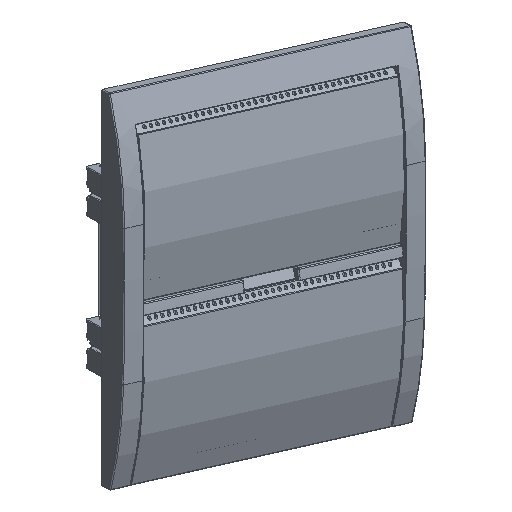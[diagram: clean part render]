
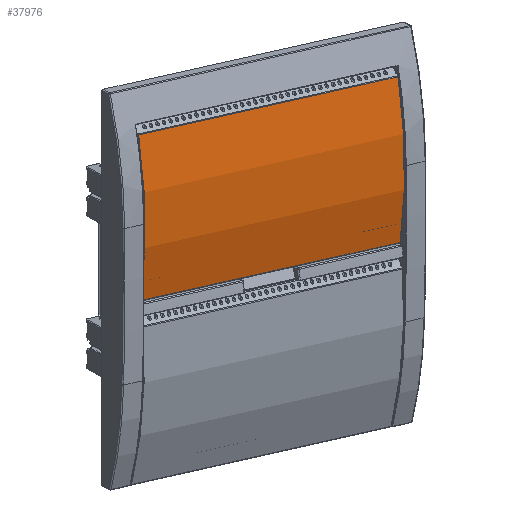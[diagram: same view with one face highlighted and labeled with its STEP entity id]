
A CAD part, top view. The second image highlights one B-rep face of the part: STEP entity #37976.
In plain terms, the highlighted cylindrical face has radius 300 mm (diameter 600 mm), a partial arc.
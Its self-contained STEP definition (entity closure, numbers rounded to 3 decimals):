
#34907=CARTESIAN_POINT('Vertex',(0.478,-119.55,5.275)) ;
#34910=CARTESIAN_POINT('Line Origine',(0.478,59.875,5.275)) ;
#34914=CARTESIAN_POINT('Vertex',(0.478,119.55,5.275)) ;
#34938=CARTESIAN_POINT('Axis2P3D Location',(32.6,119.55,-293.)) ;
#34942=CARTESIAN_POINT('Vertex',(134.339,119.55,-10.778)) ;
#37945=CARTESIAN_POINT('Vertex',(134.339,-119.55,-10.778)) ;
#37948=CARTESIAN_POINT('Axis2P3D Location',(32.6,-119.55,-293.)) ;
#37960=CARTESIAN_POINT('Axis2P3D Location',(32.6,59.875,-293.)) ;
#37965=CARTESIAN_POINT('Line Origine',(134.339,59.875,-10.778)) ;
#34911=DIRECTION('Vector Direction',(0.,1.,0.)) ;
#34939=DIRECTION('Axis2P3D Direction',(0.,1.,0.)) ;
#37949=DIRECTION('Axis2P3D Direction',(0.,1.,0.)) ;
#37961=DIRECTION('Axis2P3D Direction',(0.,1.,-0.)) ;
#37962=DIRECTION('Axis2P3D XDirection',(-0.109,0.,0.994)) ;
#37966=DIRECTION('Vector Direction',(0.,1.,0.)) ;
#34940=AXIS2_PLACEMENT_3D('Circle Axis2P3D',#34938,#34939,$) ;
#37950=AXIS2_PLACEMENT_3D('Circle Axis2P3D',#37948,#37949,$) ;
#37963=AXIS2_PLACEMENT_3D('Cylinder Axis2P3D',#37960,#37961,#37962) ;
#37971=ORIENTED_EDGE('',*,*,#34916,.T.) ;
#37972=ORIENTED_EDGE('',*,*,#37952,.T.) ;
#37973=ORIENTED_EDGE('',*,*,#37969,.F.) ;
#37974=ORIENTED_EDGE('',*,*,#34944,.F.) ;
#34912=VECTOR('Line Direction',#34911,1.) ;
#37967=VECTOR('Line Direction',#37966,1.) ;
#37976=ADVANCED_FACE('PartBody',(#37975),#37964,.T.) ;
#34941=CIRCLE('generated circle',#34940,300.) ;
#37951=CIRCLE('generated circle',#37950,300.) ;
#37964=CYLINDRICAL_SURFACE('generated cylinder',#37963,300.) ;
#34916=EDGE_CURVE('',#34915,#34908,#34913,.F.) ;
#34944=EDGE_CURVE('',#34915,#34943,#34941,.T.) ;
#37952=EDGE_CURVE('',#34908,#37946,#37951,.T.) ;
#37969=EDGE_CURVE('',#34943,#37946,#37968,.F.) ;
#37970=EDGE_LOOP('',(#37971,#37972,#37973,#37974)) ;
#37975=FACE_OUTER_BOUND('',#37970,.T.) ;
#34913=LINE('Line',#34910,#34912) ;
#37968=LINE('Line',#37965,#37967) ;
#34908=VERTEX_POINT('',#34907) ;
#34915=VERTEX_POINT('',#34914) ;
#34943=VERTEX_POINT('',#34942) ;
#37946=VERTEX_POINT('',#37945) ;
